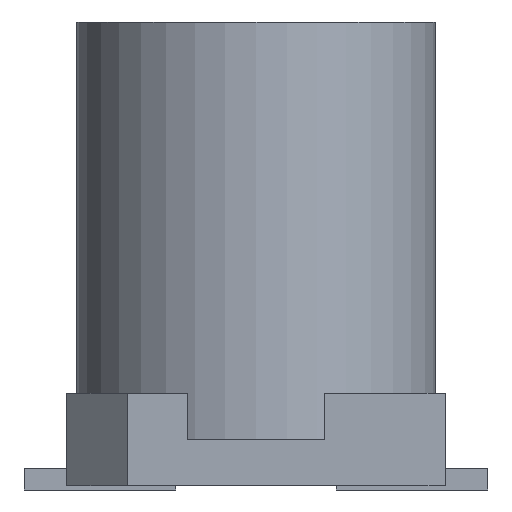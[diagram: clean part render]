
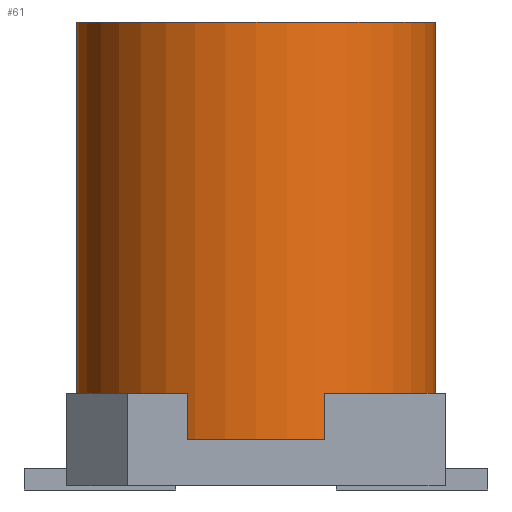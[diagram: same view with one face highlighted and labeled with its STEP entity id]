
A CAD part, front view. The second image highlights one B-rep face of the part: STEP entity #61.
In plain terms, the highlighted cylindrical face has radius 2.133 mm (diameter 4.266 mm), a full revolution.
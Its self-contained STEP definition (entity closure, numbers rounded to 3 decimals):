
#61=ADVANCED_FACE($,(#67,#66),#84,.T.);
#66=FACE_BOUND($,#71,.T.);
#67=FACE_OUTER_BOUND($,#70,.T.);
#70=EDGE_LOOP($,(#80));
#71=EDGE_LOOP($,(#81));
#74=CIRCLE($,#87,2.133);
#75=CIRCLE($,#88,2.133);
#76=VERTEX_POINT($,#105);
#77=VERTEX_POINT($,#107);
#78=EDGE_CURVE($,#76,#76,#74,.T.);
#79=EDGE_CURVE($,#77,#77,#75,.T.);
#80=ORIENTED_EDGE($,*,*,#78,.F.);
#81=ORIENTED_EDGE($,*,*,#79,.F.);
#84=CYLINDRICAL_SURFACE($,#86,2.133);
#86=AXIS2_PLACEMENT_3D($,#104,#93,#94);
#87=AXIS2_PLACEMENT_3D($,#106,#95,#96);
#88=AXIS2_PLACEMENT_3D($,#108,#97,#98);
#93=DIRECTION('center_axis',(0.,0.,1.));
#94=DIRECTION('ref_axis',(1.,0.,0.));
#95=DIRECTION('center_axis',(0.,0.,1.));
#96=DIRECTION('ref_axis',(1.,0.,0.));
#97=DIRECTION('center_axis',(0.,0.,-1.));
#98=DIRECTION('ref_axis',(1.,0.,0.));
#104=CARTESIAN_POINT('Origin',(0.0,0.0,0.605));
#105=CARTESIAN_POINT('',(-2.133,0.0,5.565));
#106=CARTESIAN_POINT('Origin',(0.0,0.0,5.565));
#107=CARTESIAN_POINT('',(-2.133,0.0,0.605));
#108=CARTESIAN_POINT('Origin',(0.0,0.0,0.605));
